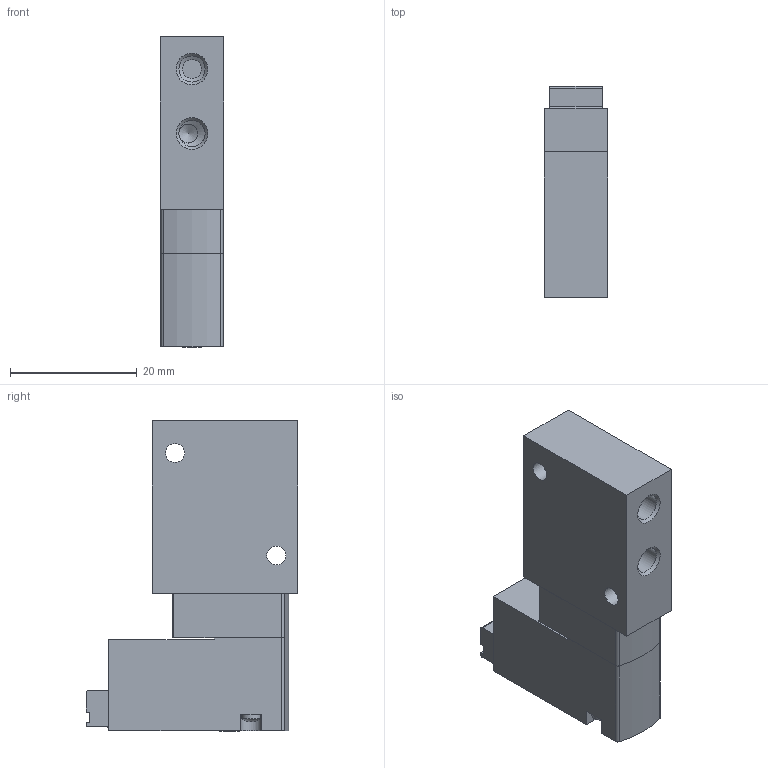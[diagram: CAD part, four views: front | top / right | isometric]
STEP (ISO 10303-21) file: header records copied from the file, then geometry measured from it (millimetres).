
FILE_DESCRIPTION(/* description */ ('STEP AP214'),/* implementation_level */ '2;1');
FILE_NAME(/* name */ '560700_VOVG-L10-M32U-AH-M5-1H3',/* time_stamp */ '2024-09-17T01:41:28+02:00',/* author */ ('License CC BY-ND 4.0'),/* organization */ ('CADENAS'),/* preprocessor_version */ 'ST-DEVELOPER v19.3',/* originating_system */ 'PARTsolutions',/* authorisation */ ' ');
FILE_SCHEMA (('AUTOMOTIVE_DESIGN {1 0 10303 214 3 1 1}'));
Length unit declared in the file: millimetre
Products named in the file (5): 560700 VOVG-L10-M32U-AH-M5-1H3; 549438 VOVG-L10-M32U---(G); 652115 M16X8; 197002 MHA1-M1H-3/2G-0,6-HC_p; 703106 M1.6X22
Assembly tree (5 placements, depth 2):
  560700 VOVG-L10-M32U-AH-M5-1H3
    549438 VOVG-L10-M32U---(G)
    652115 M16X8
    197002 MHA1-M1H-3/2G-0,6-HC_p
    703106 M1.6X22  x2
Bounding box: 10 x 33.45 x 49.08 mm (x, y, z)
Volume: 10980.7 mm3; surface area: 5728.5 mm2
Topology: 5 solids, 5 shells, 186 faces, 441 edges, 279 vertices
Faces by surface type: plane 113, cylinder 40, cone 24, torus 6, sphere 3
Full cylindrical faces by diameter (mm): 0.8 x1, 1.221 x3, 1.3 x1, 1.6 x3, 1.8 x3, 2.9 x1, 3 x7, 3.1 x1, 4.134 x2
Entity records: 5041 total; most frequent: CARTESIAN_POINT 807, DIRECTION 776, ORIENTED_EDGE 674, EDGE_CURVE 337, AXIS2_PLACEMENT_3D 283, VERTEX_POINT 243, FACE_BOUND 238, EDGE_LOOP 234
